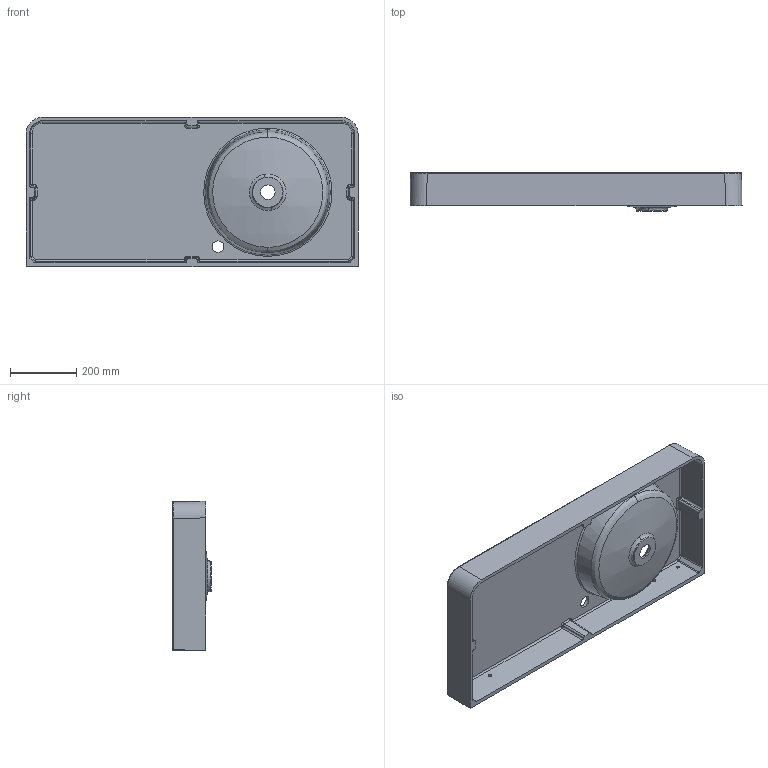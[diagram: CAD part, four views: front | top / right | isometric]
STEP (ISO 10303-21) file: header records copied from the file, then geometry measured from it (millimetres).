
FILE_DESCRIPTION (( 'STEP AP214' ), '1' );
FILE_NAME ('Loop 1000 R.STEP', '2025-01-22T09:07:33', ( '' ), ( '' ), 'SwSTEP 2.0', 'SolidWorks 2020', '' );
FILE_SCHEMA (( 'AUTOMOTIVE_DESIGN' ));
Length unit declared in the file: millimetre
Products named in the file (1): Loop 1000 R
Bounding box: 1000 x 117 x 450 mm (x, y, z)
Volume: 8747596.3 mm3; surface area: 1557447.6 mm2
Topology: 1 solids, 1 shells, 141 faces, 334 edges, 198 vertices
Faces by surface type: cylinder 60, plane 31, bspline 22, sphere 14, cone 10, torus 4
Entity records: 8661 total; most frequent: CARTESIAN_POINT 5629, ORIENTED_EDGE 664, DIRECTION 582, EDGE_CURVE 332, AXIS2_PLACEMENT_3D 216, VERTEX_POINT 198, EDGE_LOOP 158, LINE 150
